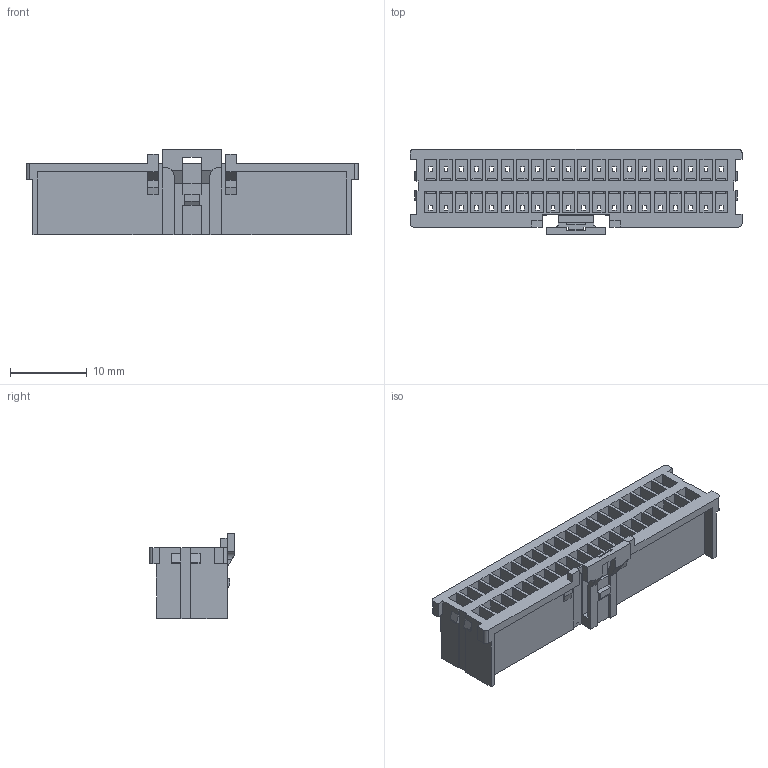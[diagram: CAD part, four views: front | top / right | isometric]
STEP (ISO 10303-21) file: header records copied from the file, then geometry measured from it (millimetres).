
FILE_DESCRIPTION( ( 'Unknown' ), '1' );
FILE_NAME( '624040213322.stp', 'Unknown', ( 'Unknown' ), ( 'Unknown' ), 'PSStep 14.0', 'Unknown', ' ' );
FILE_SCHEMA( ( 'AUTOMOTIVE_DESIGN { 1 0 10303 214 1 1 1 1 }' ) );
Length unit declared in the file: millimetre
Products named in the file (1): 1
Bounding box: 43.4 x 11.2 x 11.15 mm (x, y, z)
Volume: 1316.4 mm3; surface area: 5478.4 mm2
Topology: 1 solids, 1 shells, 1206 faces, 3329 edges, 2084 vertices
Faces by surface type: plane 1178, cylinder 28
Entity records: 47093 total; most frequent: ORIENTED_EDGE 6658, CARTESIAN_POINT 6620, DIRECTION 5803, EDGE_CURVE 3329, LINE 3269, VECTOR 3269, VERTEX_POINT 2084, EDGE_LOOP 1327
